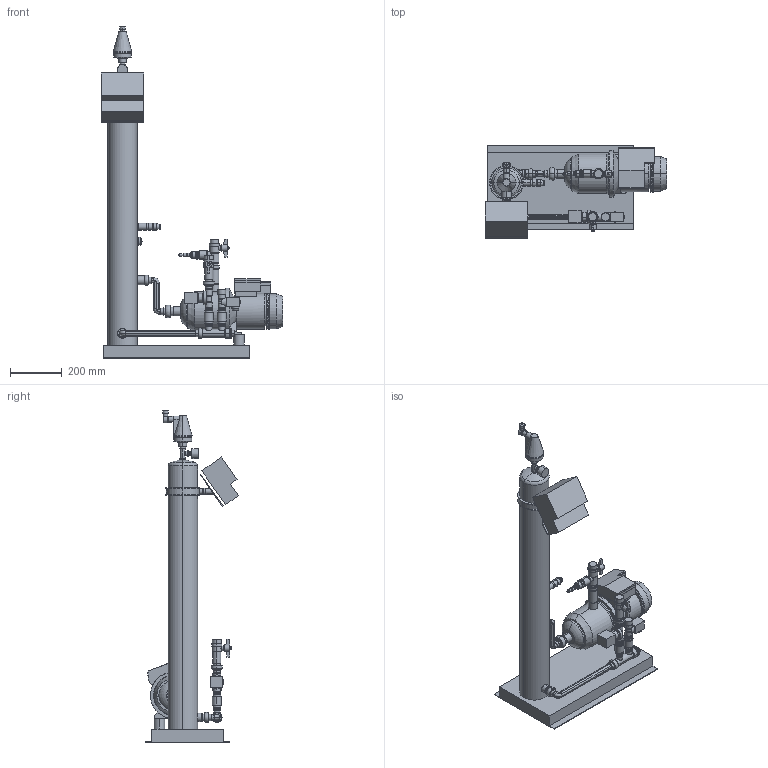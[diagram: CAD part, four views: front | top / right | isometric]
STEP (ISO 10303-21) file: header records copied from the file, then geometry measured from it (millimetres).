
FILE_DESCRIPTION (( 'STEP AP214' ), '1' );
FILE_NAME ('Tagus_vac_10.STEP', '2024-04-08T13:21:53', ( '' ), ( '' ), 'SwSTEP 2.0', 'SolidWorks 2021', '' );
FILE_SCHEMA (( 'AUTOMOTIVE_DESIGN' ));
Length unit declared in the file: millimetre
Products named in the file (3): Tagus_vac_10; 17090_ena_10.dwg; Tagus_vac_10.dwg
Assembly tree (2 placements, depth 3):
  Tagus_vac_10
    Tagus_vac_10.dwg
      17090_ena_10.dwg
Bounding box: 701.84 x 359.01 x 1281.8 mm (x, y, z)
Volume: 29820566.4 mm3; surface area: 1537707.2 mm2
Topology: 3 solids, 3 shells, 819 faces, 1832 edges, 1120 vertices
Faces by surface type: cylinder 340, plane 251, cone 196, torus 32
Entity records: 24983 total; most frequent: CARTESIAN_POINT 6202, DIRECTION 4233, ORIENTED_EDGE 3664, EDGE_CURVE 1832, AXIS2_PLACEMENT_3D 1686, VERTEX_POINT 1120, EDGE_LOOP 926, LINE 861
